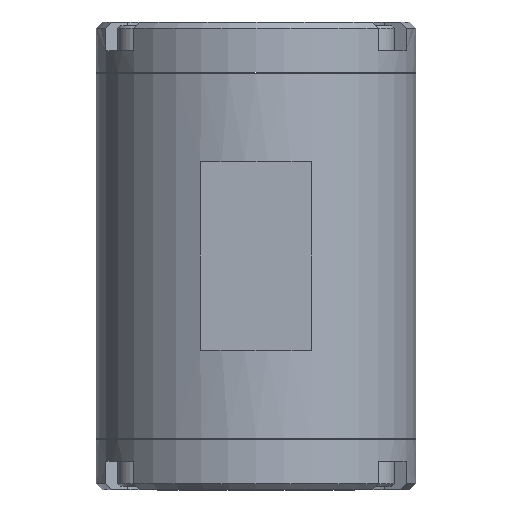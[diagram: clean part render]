
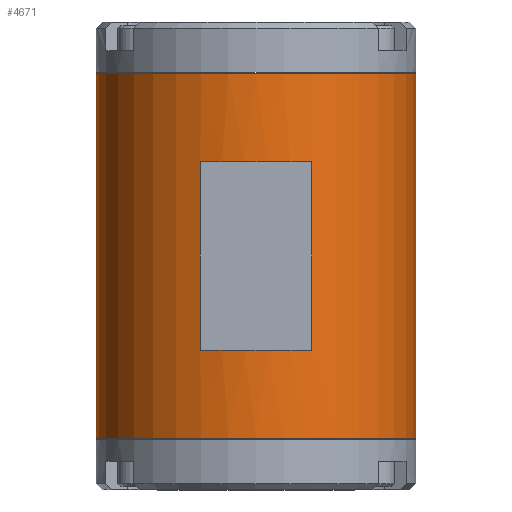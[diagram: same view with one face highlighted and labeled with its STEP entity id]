
A CAD part, front view. The second image highlights one B-rep face of the part: STEP entity #4671.
In plain terms, the highlighted cylindrical face has radius 12.7 mm (diameter 25.4 mm), a partial arc.
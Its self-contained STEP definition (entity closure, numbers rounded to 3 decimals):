
#68 = CYLINDRICAL_SURFACE ( 'NONE', #4497, 12.7 ) ;
#93 = FACE_BOUND ( 'NONE', #2112, .T. ) ;
#117 = FACE_OUTER_BOUND ( 'NONE', #2220, .T. ) ;
#344 = CARTESIAN_POINT ( 'NONE',  ( -3.814, -11.165, 6.143 ) ) ;
#350 = CARTESIAN_POINT ( 'NONE',  ( 13.322, 0.735, -15.857 ) ) ;
#358 = CARTESIAN_POINT ( 'NONE',  ( 5.058, -11.165, 6.143 ) ) ;
#364 = CARTESIAN_POINT ( 'NONE',  ( 5.058, -11.165, -8.857 ) ) ;
#365 = CARTESIAN_POINT ( 'NONE',  ( -3.814, -11.165, -8.857 ) ) ;
#1089 = CARTESIAN_POINT ( 'NONE',  ( 5.058, -11.165, 13.643 ) ) ;
#1098 = DIRECTION ( 'NONE',  ( 0., 0., -1. ) ) ;
#1103 = CARTESIAN_POINT ( 'NONE',  ( -3.814, -11.165, 13.643 ) ) ;
#1112 = DIRECTION ( 'NONE',  ( 0., 0., 1. ) ) ;
#1604 = VERTEX_POINT ( 'NONE', #5416 ) ;
#1608 = VERTEX_POINT ( 'NONE', #5456 ) ;
#1609 = ORIENTED_EDGE ( 'NONE', *, *, #3585, .T. ) ;
#1612 = ORIENTED_EDGE ( 'NONE', *, *, #3399, .F. ) ;
#1667 = VERTEX_POINT ( 'NONE', #5453 ) ;
#1671 = ORIENTED_EDGE ( 'NONE', *, *, #3519, .T. ) ;
#1685 = ORIENTED_EDGE ( 'NONE', *, *, #3513, .T. ) ;
#1706 = ORIENTED_EDGE ( 'NONE', *, *, #3380, .T. ) ;
#1746 = ORIENTED_EDGE ( 'NONE', *, *, #3397, .T. ) ;
#1754 = VERTEX_POINT ( 'NONE', #364 ) ;
#1758 = ORIENTED_EDGE ( 'NONE', *, *, #3406, .T. ) ;
#1761 = VERTEX_POINT ( 'NONE', #344 ) ;
#1780 = VERTEX_POINT ( 'NONE', #358 ) ;
#1853 = ORIENTED_EDGE ( 'NONE', *, *, #3409, .F. ) ;
#1868 = VERTEX_POINT ( 'NONE', #350 ) ;
#1873 = VERTEX_POINT ( 'NONE', #365 ) ;
#2112 = EDGE_LOOP ( 'NONE', ( #1685, #1609, #1671, #1706 ) ) ;
#2220 = EDGE_LOOP ( 'NONE', ( #1853, #1746, #1758, #1612 ) ) ;
#2692 = CARTESIAN_POINT ( 'NONE',  ( 0.622, 0.735, -8.857 ) ) ;
#2693 = DIRECTION ( 'NONE',  ( 0., 0., -1. ) ) ;
#2694 = DIRECTION ( 'NONE',  ( -1., 0., 0. ) ) ;
#2902 = CIRCLE ( 'NONE', #4348, 12.7 ) ;
#2911 = LINE ( 'NONE', #5210, #3276 ) ;
#2922 = CIRCLE ( 'NONE', #4565, 12.7 ) ;
#3082 = LINE ( 'NONE', #5212, #3083 ) ;
#3083 = VECTOR ( 'NONE', #5213, 1000. ) ;
#3130 = CIRCLE ( 'NONE', #4293, 12.7 ) ;
#3276 = VECTOR ( 'NONE', #5211, 1000. ) ;
#3380 = EDGE_CURVE ( 'NONE', #1761, #1780, #2922, .T. ) ;
#3397 = EDGE_CURVE ( 'NONE', #1667, #1868, #3130, .T. ) ;
#3399 = EDGE_CURVE ( 'NONE', #1604, #1608, #2902, .T. ) ;
#3406 = EDGE_CURVE ( 'NONE', #1868, #1608, #2911, .T. ) ;
#3409 = EDGE_CURVE ( 'NONE', #1667, #1604, #3082, .T. ) ;
#3513 = EDGE_CURVE ( 'NONE', #1780, #1754, #4151, .T. ) ;
#3519 = EDGE_CURVE ( 'NONE', #1873, #1761, #4135, .T. ) ;
#3585 = EDGE_CURVE ( 'NONE', #1754, #1873, #4093, .T. ) ;
#3700 = CARTESIAN_POINT ( 'NONE',  ( 0.622, 0.735, 6.143 ) ) ;
#3701 = DIRECTION ( 'NONE',  ( 0., 0., 1. ) ) ;
#3702 = DIRECTION ( 'NONE',  ( 1., 0., 0. ) ) ;
#3784 = DIRECTION ( 'NONE',  ( 1., 0., 0. ) ) ;
#3787 = CARTESIAN_POINT ( 'NONE',  ( 0.622, 0.735, 13.643 ) ) ;
#3788 = DIRECTION ( 'NONE',  ( 0., 0., 1. ) ) ;
#4093 = CIRCLE ( 'NONE', #4507, 12.7 ) ;
#4135 = LINE ( 'NONE', #1103, #4230 ) ;
#4151 = LINE ( 'NONE', #1089, #4234 ) ;
#4230 = VECTOR ( 'NONE', #1112, 1000. ) ;
#4234 = VECTOR ( 'NONE', #1098, 1000. ) ;
#4293 = AXIS2_PLACEMENT_3D ( 'NONE', #5160, #5161, #5162 ) ;
#4348 = AXIS2_PLACEMENT_3D ( 'NONE', #5167, #5168, #5169 ) ;
#4497 = AXIS2_PLACEMENT_3D ( 'NONE', #3787, #3788, #3784 ) ;
#4507 = AXIS2_PLACEMENT_3D ( 'NONE', #2692, #2693, #2694 ) ;
#4565 = AXIS2_PLACEMENT_3D ( 'NONE', #3700, #3701, #3702 ) ;
#4671 = ADVANCED_FACE ( 'NONE', ( #117, #93 ), #68, .T. ) ;
#5160 = CARTESIAN_POINT ( 'NONE',  ( 0.622, 0.735, -15.857 ) ) ;
#5161 = DIRECTION ( 'NONE',  ( 0., 0., 1. ) ) ;
#5162 = DIRECTION ( 'NONE',  ( 1., 0., 0. ) ) ;
#5167 = CARTESIAN_POINT ( 'NONE',  ( 0.622, 0.735, 13.143 ) ) ;
#5168 = DIRECTION ( 'NONE',  ( 0., 0., 1. ) ) ;
#5169 = DIRECTION ( 'NONE',  ( 1., 0., 0. ) ) ;
#5210 = CARTESIAN_POINT ( 'NONE',  ( 13.322, 0.735, 13.643 ) ) ;
#5211 = DIRECTION ( 'NONE',  ( 0., 0., 1. ) ) ;
#5212 = CARTESIAN_POINT ( 'NONE',  ( -12.078, 0.735, 13.643 ) ) ;
#5213 = DIRECTION ( 'NONE',  ( 0., 0., 1. ) ) ;
#5416 = CARTESIAN_POINT ( 'NONE',  ( -12.078, 0.735, 13.143 ) ) ;
#5453 = CARTESIAN_POINT ( 'NONE',  ( -12.078, 0.735, -15.857 ) ) ;
#5456 = CARTESIAN_POINT ( 'NONE',  ( 13.322, 0.735, 13.143 ) ) ;
